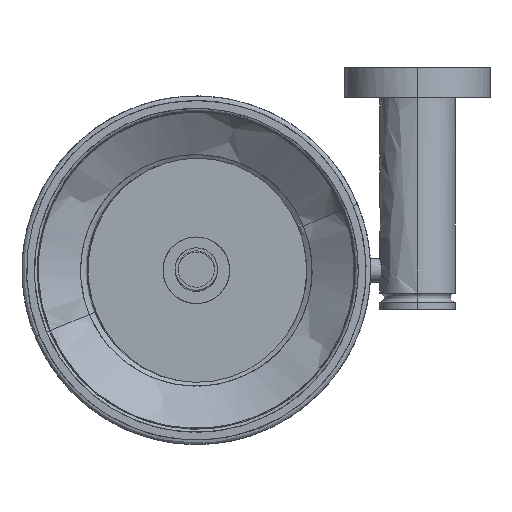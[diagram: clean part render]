
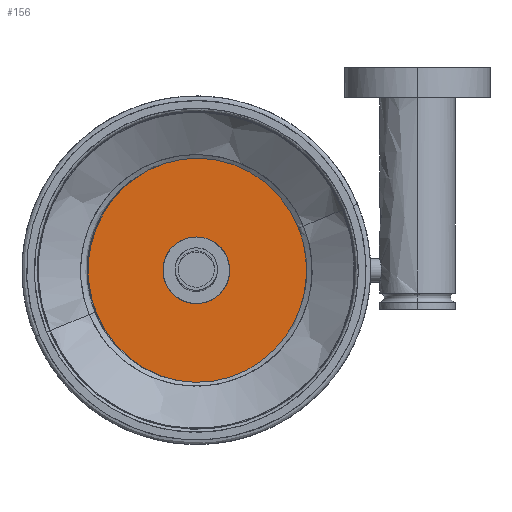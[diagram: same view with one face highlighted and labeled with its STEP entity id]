
A CAD part, top view. The second image highlights one B-rep face of the part: STEP entity #156.
In plain terms, the highlighted free-form (B-spline) face has degree [1, 1] with [2, 2] control points.
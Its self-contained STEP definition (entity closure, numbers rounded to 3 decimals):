
#23=B_SPLINE_SURFACE_WITH_KNOTS('',1,1,((#2049,#2050),(#2051,#2052)),
 .UNSPECIFIED.,.F.,.F.,.F.,(2,2),(2,2),(-98.325,70.061),
(-28.737,95.347),.UNSPECIFIED.);
#156=ADVANCED_FACE('',(#220),#23,.T.);
#220=FACE_OUTER_BOUND('',#284,.T.);
#284=EDGE_LOOP('',(#368,#369));
#368=ORIENTED_EDGE('',*,*,#1401,.T.);
#369=ORIENTED_EDGE('',*,*,#1402,.T.);
#586=PCURVE('',#23,#804);
#587=PCURVE('',#23,#805);
#593=PCURVE('',#1844,#811);
#594=PCURVE('',#1845,#812);
#804=DEFINITIONAL_REPRESENTATION('',(#1568),#4440);
#805=DEFINITIONAL_REPRESENTATION('',(#1570),#4440);
#811=DEFINITIONAL_REPRESENTATION('',(#1025),#4440);
#812=DEFINITIONAL_REPRESENTATION('',(#1026),#4440);
#1025=B_SPLINE_CURVE_WITH_KNOTS('',1,(#2119,#2120),.UNSPECIFIED.,.F.,.F.,
(2,2),(-0.5,0.),.UNSPECIFIED.);
#1026=B_SPLINE_CURVE_WITH_KNOTS('',1,(#2121,#2122),.UNSPECIFIED.,.F.,.F.,
(2,2),(-1.,-0.5),.UNSPECIFIED.);
#1235=SURFACE_CURVE('',#1567,(#586,#594),.PCURVE_S1.);
#1236=SURFACE_CURVE('',#1569,(#587,#593),.PCURVE_S1.);
#1401=EDGE_CURVE('',#1730,#1732,#1235,.T.);
#1402=EDGE_CURVE('',#1732,#1730,#1236,.T.);
#1567=(
BOUNDED_CURVE()
B_SPLINE_CURVE(3,(#2077,#2078,#2079,#2080),.UNSPECIFIED.,.F.,.F.)
B_SPLINE_CURVE_WITH_KNOTS((4,4),(-1.,-0.5),.UNSPECIFIED.)
CURVE()
GEOMETRIC_REPRESENTATION_ITEM()
RATIONAL_B_SPLINE_CURVE((1.,0.333,0.333,1.))
REPRESENTATION_ITEM('')
);
#1568=(
BOUNDED_CURVE()
B_SPLINE_CURVE(3,(#2081,#2082,#2083,#2084),.UNSPECIFIED.,.F.,.F.)
B_SPLINE_CURVE_WITH_KNOTS((4,4),(-1.,-0.5),.UNSPECIFIED.)
CURVE()
GEOMETRIC_REPRESENTATION_ITEM()
RATIONAL_B_SPLINE_CURVE((1.,0.333,0.333,1.))
REPRESENTATION_ITEM('')
);
#1569=(
BOUNDED_CURVE()
B_SPLINE_CURVE(3,(#2085,#2086,#2087,#2088),.UNSPECIFIED.,.F.,.F.)
B_SPLINE_CURVE_WITH_KNOTS((4,4),(-0.5,0.),.UNSPECIFIED.)
CURVE()
GEOMETRIC_REPRESENTATION_ITEM()
RATIONAL_B_SPLINE_CURVE((1.,0.333,0.333,1.))
REPRESENTATION_ITEM('')
);
#1570=(
BOUNDED_CURVE()
B_SPLINE_CURVE(3,(#2089,#2090,#2091,#2092),.UNSPECIFIED.,.F.,.F.)
B_SPLINE_CURVE_WITH_KNOTS((4,4),(-0.5,0.),.UNSPECIFIED.)
CURVE()
GEOMETRIC_REPRESENTATION_ITEM()
RATIONAL_B_SPLINE_CURVE((1.,0.333,0.333,1.))
REPRESENTATION_ITEM('')
);
#1730=VERTEX_POINT('',#2073);
#1732=VERTEX_POINT('',#2075);
#1844=(
BOUNDED_SURFACE()
B_SPLINE_SURFACE(3,1,((#2057,#2058),(#2059,#2060),(#2061,#2062),(#2063,
#2064)),.UNSPECIFIED.,.F.,.F.,.F.)
B_SPLINE_SURFACE_WITH_KNOTS((4,4),(2,2),(0.,0.5),(0.,1.),.UNSPECIFIED.)
GEOMETRIC_REPRESENTATION_ITEM()
RATIONAL_B_SPLINE_SURFACE(((1.,1.),(0.333,0.333),
(0.333,0.333),(1.,1.)))
REPRESENTATION_ITEM('')
SURFACE()
);
#1845=(
BOUNDED_SURFACE()
B_SPLINE_SURFACE(3,1,((#2065,#2066),(#2067,#2068),(#2069,#2070),(#2071,
#2072)),.UNSPECIFIED.,.F.,.F.,.F.)
B_SPLINE_SURFACE_WITH_KNOTS((4,4),(2,2),(0.5,1.),(0.,1.),.UNSPECIFIED.)
GEOMETRIC_REPRESENTATION_ITEM()
RATIONAL_B_SPLINE_SURFACE(((1.,1.),(0.333,0.333),
(0.333,0.333),(1.,1.)))
REPRESENTATION_ITEM('')
SURFACE()
);
#2049=CARTESIAN_POINT('',(-85.787,76.793,-4.114));
#2050=CARTESIAN_POINT('',(38.297,76.793,-4.114));
#2051=CARTESIAN_POINT('',(-85.787,-91.593,-4.114));
#2052=CARTESIAN_POINT('',(38.297,-91.593,-4.114));
#2057=CARTESIAN_POINT('',(-57.05,-21.532,-4.114));
#2058=CARTESIAN_POINT('',(-57.05,-21.532,-85.547));
#2059=CARTESIAN_POINT('',(-84.57,46.878,-4.114));
#2060=CARTESIAN_POINT('',(-84.57,46.878,-85.547));
#2061=CARTESIAN_POINT('',(-17.96,75.143,-4.114));
#2062=CARTESIAN_POINT('',(-17.96,75.143,-85.547));
#2063=CARTESIAN_POINT('',(9.56,6.732,-4.114));
#2064=CARTESIAN_POINT('',(9.56,6.732,-85.547));
#2065=CARTESIAN_POINT('',(9.56,6.732,-4.114));
#2066=CARTESIAN_POINT('',(9.56,6.732,-85.547));
#2067=CARTESIAN_POINT('',(37.08,-61.678,-4.114));
#2068=CARTESIAN_POINT('',(37.08,-61.678,-85.547));
#2069=CARTESIAN_POINT('',(-29.529,-89.942,-4.114));
#2070=CARTESIAN_POINT('',(-29.529,-89.942,-85.547));
#2071=CARTESIAN_POINT('',(-57.05,-21.532,-4.114));
#2072=CARTESIAN_POINT('',(-57.05,-21.532,-85.547));
#2073=CARTESIAN_POINT('',(-57.05,-21.532,-4.114));
#2075=CARTESIAN_POINT('',(9.56,6.732,-4.114));
#2077=CARTESIAN_POINT('',(-57.05,-21.532,-4.114));
#2078=CARTESIAN_POINT('',(-29.529,-89.942,-4.114));
#2079=CARTESIAN_POINT('',(37.08,-61.678,-4.114));
#2080=CARTESIAN_POINT('',(9.56,6.732,-4.114));
#2081=CARTESIAN_POINT('',(0.,0.));
#2082=CARTESIAN_POINT('',(68.41,27.52));
#2083=CARTESIAN_POINT('',(40.146,94.13));
#2084=CARTESIAN_POINT('',(-28.264,66.61));
#2085=CARTESIAN_POINT('',(9.56,6.732,-4.114));
#2086=CARTESIAN_POINT('',(-17.96,75.143,-4.114));
#2087=CARTESIAN_POINT('',(-84.57,46.878,-4.114));
#2088=CARTESIAN_POINT('',(-57.05,-21.532,-4.114));
#2089=CARTESIAN_POINT('',(-28.264,66.61));
#2090=CARTESIAN_POINT('',(-96.674,39.09));
#2091=CARTESIAN_POINT('',(-68.41,-27.52));
#2092=CARTESIAN_POINT('',(0.,0.));
#2119=CARTESIAN_POINT('',(0.5,0.));
#2120=CARTESIAN_POINT('',(0.,0.));
#2121=CARTESIAN_POINT('',(1.,0.));
#2122=CARTESIAN_POINT('',(0.5,0.));
#4440=(
GEOMETRIC_REPRESENTATION_CONTEXT(2)
PARAMETRIC_REPRESENTATION_CONTEXT()
REPRESENTATION_CONTEXT('pspace','')
);
